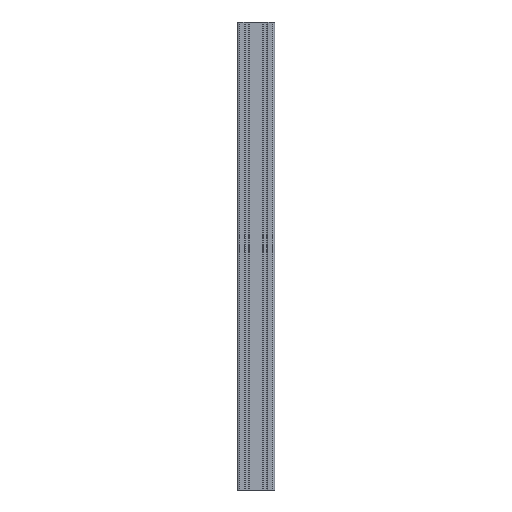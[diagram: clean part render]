
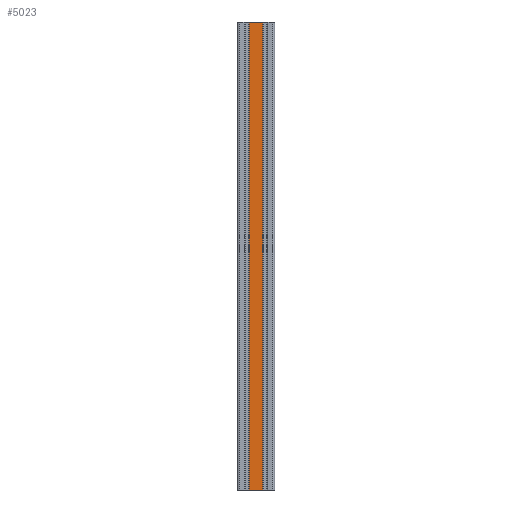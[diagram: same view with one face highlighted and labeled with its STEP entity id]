
A CAD part, front view. The second image highlights one B-rep face of the part: STEP entity #5023.
In plain terms, the highlighted planar face has unit normal (0, -1, 0).
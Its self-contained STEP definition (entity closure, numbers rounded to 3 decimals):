
#4965=CARTESIAN_POINT('',(28.8,-80.,1000.0));
#4966=VERTEX_POINT('',#4965);
#4974=CARTESIAN_POINT('',(28.8,-80.,0.0));
#4975=VERTEX_POINT('',#4974);
#4976=CARTESIAN_POINT('',(28.8,-80.,0.0));
#4977=DIRECTION('',(0.0,0.0,1.0));
#4978=VECTOR('',#4977,1000.0);
#4979=LINE('',#4976,#4978);
#4980=EDGE_CURVE('',#4975,#4966,#4979,.T.);
#4993=CARTESIAN_POINT('',(28.8,-80.,0.0));
#4994=DIRECTION('',(0.0,-1.0,0.0));
#4995=DIRECTION('',(0.0,0.0,-1.0));
#4996=AXIS2_PLACEMENT_3D('',#4993,#4994,#4995);
#4997=PLANE('',#4996);
#4998=CARTESIAN_POINT('',(0.,-80.,1000.0));
#4999=VERTEX_POINT('',#4998);
#5000=CARTESIAN_POINT('',(28.8,-80.,1000.0));
#5001=DIRECTION('',(-1.0,0.0,0.0));
#5002=VECTOR('',#5001,28.8);
#5003=LINE('',#5000,#5002);
#5004=EDGE_CURVE('',#4966,#4999,#5003,.T.);
#5005=ORIENTED_EDGE('',*,*,#5004,.T.);
#5006=CARTESIAN_POINT('',(0.,-80.,0.0));
#5007=VERTEX_POINT('',#5006);
#5008=CARTESIAN_POINT('',(0.,-80.,0.0));
#5009=DIRECTION('',(0.0,0.0,1.0));
#5010=VECTOR('',#5009,1000.0);
#5011=LINE('',#5008,#5010);
#5012=EDGE_CURVE('',#5007,#4999,#5011,.T.);
#5013=ORIENTED_EDGE('',*,*,#5012,.F.);
#5014=CARTESIAN_POINT('',(0.,-80.,0.0));
#5015=DIRECTION('',(1.0,0.0,0.0));
#5016=VECTOR('',#5015,28.8);
#5017=LINE('',#5014,#5016);
#5018=EDGE_CURVE('',#5007,#4975,#5017,.T.);
#5019=ORIENTED_EDGE('',*,*,#5018,.T.);
#5020=ORIENTED_EDGE('',*,*,#4980,.T.);
#5021=EDGE_LOOP('',(#5005,#5013,#5019,#5020));
#5022=FACE_OUTER_BOUND('',#5021,.T.);
#5023=ADVANCED_FACE('',(#5022),#4997,.T.);
